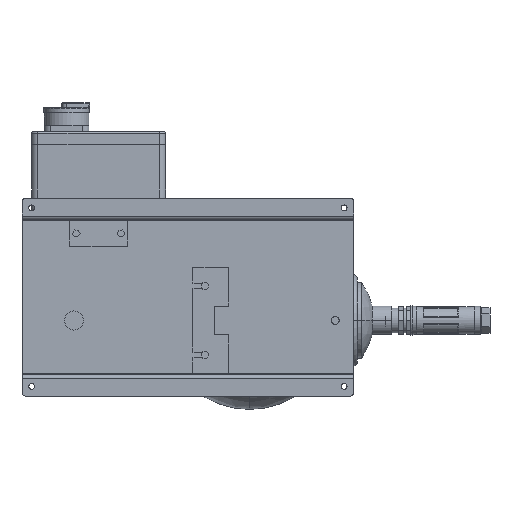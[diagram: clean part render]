
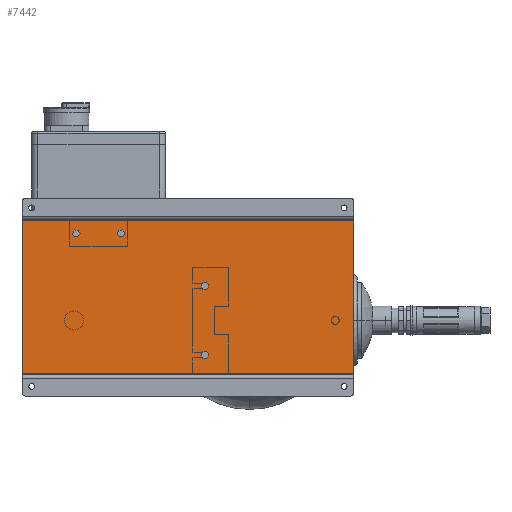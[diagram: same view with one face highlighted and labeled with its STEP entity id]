
A CAD part, front view. The second image highlights one B-rep face of the part: STEP entity #7442.
In plain terms, the highlighted planar face has unit normal (0, -1, 0).
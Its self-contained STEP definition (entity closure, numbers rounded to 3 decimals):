
#60 = CARTESIAN_POINT ( 'NONE',  ( -260., 52., -120. ) ) ;
#2754 = LINE ( 'NONE', #15437, #38592 ) ;
#3386 = DIRECTION ( 'NONE',  ( 0., 0., -1. ) ) ;
#4101 = ORIENTED_EDGE ( 'NONE', *, *, #4520, .F. ) ;
#4520 = EDGE_CURVE ( 'NONE', #41542, #10292, #33293, .T. ) ;
#6738 = LINE ( 'NONE', #23042, #35473 ) ;
#7442 = ADVANCED_FACE ( 'NONE', ( #21611 ), #11815, .F. ) ;
#7829 = EDGE_CURVE ( 'NONE', #8924, #12990, #2754, .T. ) ;
#8924 = VERTEX_POINT ( 'NONE', #31294 ) ;
#10292 = VERTEX_POINT ( 'NONE', #22340 ) ;
#11114 = EDGE_CURVE ( 'NONE', #12990, #10292, #39957, .T. ) ;
#11815 = PLANE ( 'NONE',  #19906 ) ;
#11933 = ORIENTED_EDGE ( 'NONE', *, *, #7829, .T. ) ;
#12193 = DIRECTION ( 'NONE',  ( -1., 0., 0. ) ) ;
#12433 = EDGE_CURVE ( 'NONE', #8924, #41542, #6738, .T. ) ;
#12728 = EDGE_LOOP ( 'NONE', ( #32683, #4101, #33222, #11933 ) ) ;
#12990 = VERTEX_POINT ( 'NONE', #22269 ) ;
#14430 = CARTESIAN_POINT ( 'NONE',  ( 260., 52., -120. ) ) ;
#14628 = DIRECTION ( 'NONE',  ( 0., 0., 1. ) ) ;
#15437 = CARTESIAN_POINT ( 'NONE',  ( 260., 52., 120. ) ) ;
#16353 = VECTOR ( 'NONE', #22772, 1000. ) ;
#19906 = AXIS2_PLACEMENT_3D ( 'NONE', #14430, #25099, #14628 ) ;
#21611 = FACE_OUTER_BOUND ( 'NONE', #12728, .T. ) ;
#21740 = VECTOR ( 'NONE', #3386, 1000. ) ;
#22269 = CARTESIAN_POINT ( 'NONE',  ( -260., 52., 120. ) ) ;
#22340 = CARTESIAN_POINT ( 'NONE',  ( -260., 52., -120. ) ) ;
#22772 = DIRECTION ( 'NONE',  ( -1., 0., 0. ) ) ;
#23042 = CARTESIAN_POINT ( 'NONE',  ( 260., 52., 120. ) ) ;
#25099 = DIRECTION ( 'NONE',  ( 0., 1., 0. ) ) ;
#29998 = CARTESIAN_POINT ( 'NONE',  ( 260., 52., -120. ) ) ;
#30283 = DIRECTION ( 'NONE',  ( 0., 0., -1. ) ) ;
#31294 = CARTESIAN_POINT ( 'NONE',  ( 260., 52., 120. ) ) ;
#32683 = ORIENTED_EDGE ( 'NONE', *, *, #11114, .T. ) ;
#33222 = ORIENTED_EDGE ( 'NONE', *, *, #12433, .F. ) ;
#33293 = LINE ( 'NONE', #29998, #16353 ) ;
#35473 = VECTOR ( 'NONE', #30283, 1000. ) ;
#38592 = VECTOR ( 'NONE', #12193, 1000. ) ;
#39957 = LINE ( 'NONE', #60, #21740 ) ;
#41542 = VERTEX_POINT ( 'NONE', #42385 ) ;
#42385 = CARTESIAN_POINT ( 'NONE',  ( 260., 52., -120. ) ) ;
